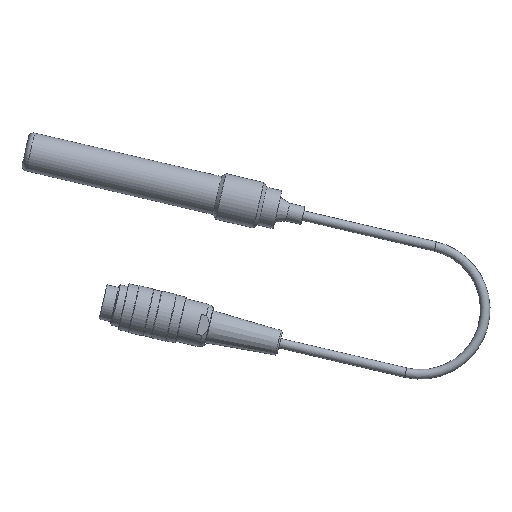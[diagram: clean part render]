
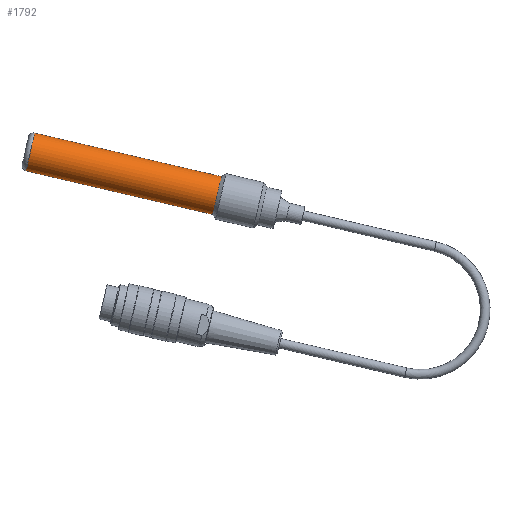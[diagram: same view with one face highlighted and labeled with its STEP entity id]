
A CAD part, top view. The second image highlights one B-rep face of the part: STEP entity #1792.
In plain terms, the highlighted cylindrical face has radius 7.5 mm (diameter 15 mm), a full revolution.
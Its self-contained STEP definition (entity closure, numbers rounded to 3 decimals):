
#293=FACE_BOUND('',#614,.T.);
#294=FACE_BOUND('',#615,.T.);
#295=FACE_BOUND('',#616,.T.);
#352=CIRCLE('',#1929,7.5);
#359=CIRCLE('',#1946,7.5);
#479=FACE_OUTER_BOUND('',#613,.T.);
#613=EDGE_LOOP('',(#1199));
#614=EDGE_LOOP('',(#1200));
#615=EDGE_LOOP('',(#1201));
#616=EDGE_LOOP('',(#1202));
#786=B_SPLINE_CURVE_WITH_KNOTS('',3,(#2856,#2857,#2858,#2859,#2860,#2861,
#2862,#2863,#2864,#2865,#2866,#2867,#2868,#2869,#2870,#2871,#2872,#2873,
#2874,#2875,#2876,#2877,#2878,#2879,#2880,#2881,#2882,#2883,#2884,#2885,
#2886,#2887,#2888,#2889),.UNSPECIFIED.,.T.,.F.,(4,2,2,2,2,2,2,2,2,2,2,2,
2,2,2,2,4),(0.,0.028,0.057,0.085,
0.113,0.141,0.17,0.198,
0.226,0.254,0.283,0.311,
0.339,0.368,0.396,0.424,
0.452),.UNSPECIFIED.);
#787=B_SPLINE_CURVE_WITH_KNOTS('',3,(#2892,#2893,#2894,#2895,#2896,#2897,
#2898,#2899,#2900,#2901,#2902,#2903,#2904,#2905,#2906,#2907,#2908,#2909,
#2910,#2911,#2912,#2913,#2914,#2915,#2916,#2917,#2918,#2919,#2920,#2921,
#2922,#2923,#2924,#2925),.UNSPECIFIED.,.T.,.F.,(4,2,2,2,2,2,2,2,2,2,2,2,
2,2,2,2,4),(0.,0.028,0.057,0.085,
0.113,0.141,0.17,0.198,
0.226,0.254,0.283,0.311,
0.339,0.368,0.396,0.424,
0.452),.UNSPECIFIED.);
#798=VERTEX_POINT('',#2843);
#802=VERTEX_POINT('',#2855);
#803=VERTEX_POINT('',#2891);
#809=VERTEX_POINT('',#3007);
#962=EDGE_CURVE('',#798,#798,#352,.T.);
#966=EDGE_CURVE('',#802,#802,#786,.T.);
#967=EDGE_CURVE('',#803,#803,#787,.T.);
#973=EDGE_CURVE('',#809,#809,#359,.T.);
#1199=ORIENTED_EDGE('',*,*,#962,.F.);
#1200=ORIENTED_EDGE('',*,*,#967,.T.);
#1201=ORIENTED_EDGE('',*,*,#966,.T.);
#1202=ORIENTED_EDGE('',*,*,#973,.F.);
#1619=CYLINDRICAL_SURFACE('',#1947,7.5);
#1792=ADVANCED_FACE('',(#479,#293,#294,#295),#1619,.T.);
#1929=AXIS2_PLACEMENT_3D('',#2844,#2163,#2164);
#1946=AXIS2_PLACEMENT_3D('',#3008,#2197,#2198);
#1947=AXIS2_PLACEMENT_3D('',#3009,#2199,#2200);
#2163=DIRECTION('center_axis',(-0.974,0.227,0.));
#2164=DIRECTION('ref_axis',(0.,0.,
1.));
#2197=DIRECTION('center_axis',(0.974,-0.227,0.));
#2198=DIRECTION('ref_axis',(0.,0.,
1.));
#2199=DIRECTION('center_axis',(0.974,-0.227,0.));
#2200=DIRECTION('ref_axis',(-0.227,-0.974,0.));
#2843=CARTESIAN_POINT('',(-274.46,102.011,-0.947));
#2844=CARTESIAN_POINT('Origin',(-274.46,102.011,6.553));
#2855=CARTESIAN_POINT('',(-203.622,93.14,5.803));
#2856=CARTESIAN_POINT('Ctrl Pts',(-203.622,93.14,5.803));
#2857=CARTESIAN_POINT('Ctrl Pts',(-203.53,93.119,5.803));
#2858=CARTESIAN_POINT('Ctrl Pts',(-203.432,93.098,5.822));
#2859=CARTESIAN_POINT('Ctrl Pts',(-203.25,93.063,5.899));
#2860=CARTESIAN_POINT('Ctrl Pts',(-203.167,93.048,5.956));
#2861=CARTESIAN_POINT('Ctrl Pts',(-203.035,93.027,6.09));
#2862=CARTESIAN_POINT('Ctrl Pts',(-202.978,93.019,6.174));
#2863=CARTESIAN_POINT('Ctrl Pts',(-202.902,93.009,6.359));
#2864=CARTESIAN_POINT('Ctrl Pts',(-202.883,93.006,6.459));
#2865=CARTESIAN_POINT('Ctrl Pts',(-202.883,93.006,6.648));
#2866=CARTESIAN_POINT('Ctrl Pts',(-202.902,93.009,6.748));
#2867=CARTESIAN_POINT('Ctrl Pts',(-202.978,93.019,6.933));
#2868=CARTESIAN_POINT('Ctrl Pts',(-203.035,93.027,7.017));
#2869=CARTESIAN_POINT('Ctrl Pts',(-203.167,93.048,7.15));
#2870=CARTESIAN_POINT('Ctrl Pts',(-203.25,93.063,7.208));
#2871=CARTESIAN_POINT('Ctrl Pts',(-203.432,93.098,7.284));
#2872=CARTESIAN_POINT('Ctrl Pts',(-203.53,93.119,7.303));
#2873=CARTESIAN_POINT('Ctrl Pts',(-203.714,93.162,7.303));
#2874=CARTESIAN_POINT('Ctrl Pts',(-203.811,93.186,7.284));
#2875=CARTESIAN_POINT('Ctrl Pts',(-203.99,93.235,7.208));
#2876=CARTESIAN_POINT('Ctrl Pts',(-204.071,93.259,7.15));
#2877=CARTESIAN_POINT('Ctrl Pts',(-204.198,93.299,7.017));
#2878=CARTESIAN_POINT('Ctrl Pts',(-204.253,93.317,6.933));
#2879=CARTESIAN_POINT('Ctrl Pts',(-204.326,93.341,6.748));
#2880=CARTESIAN_POINT('Ctrl Pts',(-204.344,93.347,6.648));
#2881=CARTESIAN_POINT('Ctrl Pts',(-204.344,93.347,6.459));
#2882=CARTESIAN_POINT('Ctrl Pts',(-204.326,93.341,6.359));
#2883=CARTESIAN_POINT('Ctrl Pts',(-204.253,93.317,6.174));
#2884=CARTESIAN_POINT('Ctrl Pts',(-204.198,93.299,6.09));
#2885=CARTESIAN_POINT('Ctrl Pts',(-204.071,93.259,5.956));
#2886=CARTESIAN_POINT('Ctrl Pts',(-203.99,93.235,5.899));
#2887=CARTESIAN_POINT('Ctrl Pts',(-203.811,93.186,5.822));
#2888=CARTESIAN_POINT('Ctrl Pts',(-203.714,93.162,5.803));
#2889=CARTESIAN_POINT('Ctrl Pts',(-203.622,93.14,5.803));
#2891=CARTESIAN_POINT('',(-207.014,78.606,5.803));
#2892=CARTESIAN_POINT('Ctrl Pts',(-207.014,78.606,5.803));
#2893=CARTESIAN_POINT('Ctrl Pts',(-207.106,78.627,5.803));
#2894=CARTESIAN_POINT('Ctrl Pts',(-207.205,78.648,5.822));
#2895=CARTESIAN_POINT('Ctrl Pts',(-207.386,78.683,5.899));
#2896=CARTESIAN_POINT('Ctrl Pts',(-207.469,78.698,5.956));
#2897=CARTESIAN_POINT('Ctrl Pts',(-207.601,78.719,6.09));
#2898=CARTESIAN_POINT('Ctrl Pts',(-207.658,78.727,6.174));
#2899=CARTESIAN_POINT('Ctrl Pts',(-207.735,78.737,6.359));
#2900=CARTESIAN_POINT('Ctrl Pts',(-207.753,78.74,6.459));
#2901=CARTESIAN_POINT('Ctrl Pts',(-207.753,78.74,6.648));
#2902=CARTESIAN_POINT('Ctrl Pts',(-207.735,78.737,6.748));
#2903=CARTESIAN_POINT('Ctrl Pts',(-207.658,78.727,6.933));
#2904=CARTESIAN_POINT('Ctrl Pts',(-207.601,78.719,7.017));
#2905=CARTESIAN_POINT('Ctrl Pts',(-207.469,78.698,7.15));
#2906=CARTESIAN_POINT('Ctrl Pts',(-207.386,78.683,7.208));
#2907=CARTESIAN_POINT('Ctrl Pts',(-207.205,78.648,7.284));
#2908=CARTESIAN_POINT('Ctrl Pts',(-207.106,78.627,7.303));
#2909=CARTESIAN_POINT('Ctrl Pts',(-206.923,78.585,7.303));
#2910=CARTESIAN_POINT('Ctrl Pts',(-206.825,78.56,7.284));
#2911=CARTESIAN_POINT('Ctrl Pts',(-206.647,78.511,7.208));
#2912=CARTESIAN_POINT('Ctrl Pts',(-206.566,78.487,7.15));
#2913=CARTESIAN_POINT('Ctrl Pts',(-206.439,78.447,7.017));
#2914=CARTESIAN_POINT('Ctrl Pts',(-206.384,78.429,6.933));
#2915=CARTESIAN_POINT('Ctrl Pts',(-206.311,78.405,6.748));
#2916=CARTESIAN_POINT('Ctrl Pts',(-206.293,78.399,6.648));
#2917=CARTESIAN_POINT('Ctrl Pts',(-206.293,78.399,6.459));
#2918=CARTESIAN_POINT('Ctrl Pts',(-206.311,78.405,6.359));
#2919=CARTESIAN_POINT('Ctrl Pts',(-206.384,78.429,6.174));
#2920=CARTESIAN_POINT('Ctrl Pts',(-206.439,78.447,6.09));
#2921=CARTESIAN_POINT('Ctrl Pts',(-206.566,78.487,5.956));
#2922=CARTESIAN_POINT('Ctrl Pts',(-206.647,78.511,5.899));
#2923=CARTESIAN_POINT('Ctrl Pts',(-206.825,78.56,5.822));
#2924=CARTESIAN_POINT('Ctrl Pts',(-206.923,78.585,5.803));
#2925=CARTESIAN_POINT('Ctrl Pts',(-207.014,78.606,5.803));
#3007=CARTESIAN_POINT('',(-204.102,77.888,6.553));
#3008=CARTESIAN_POINT('Origin',(-202.397,85.191,6.553));
#3009=CARTESIAN_POINT('Origin',(-205.318,85.873,6.553));
